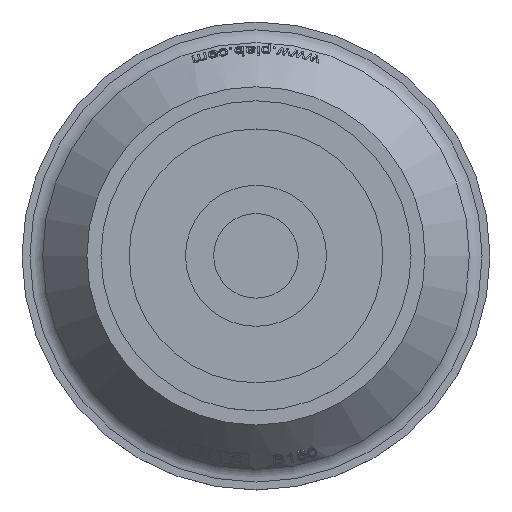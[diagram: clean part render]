
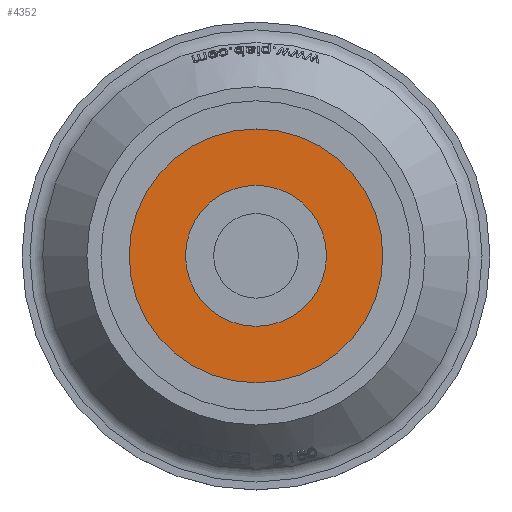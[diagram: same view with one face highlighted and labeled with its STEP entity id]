
A CAD part, top view. The second image highlights one B-rep face of the part: STEP entity #4352.
In plain terms, the highlighted planar face has unit normal (0, 0, 1).
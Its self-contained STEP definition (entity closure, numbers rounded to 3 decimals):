
#575=PLANE('',#4705);
#1223=ORIENTED_EDGE('',*,*,#2549,.T.);
#1224=ORIENTED_EDGE('',*,*,#2550,.T.);
#2549=EDGE_CURVE('',#3212,#3212,#3531,.T.);
#2550=EDGE_CURVE('',#3213,#3213,#3532,.F.);
#3212=VERTEX_POINT('',#6895);
#3213=VERTEX_POINT('',#6897);
#3531=CIRCLE('',#4706,21.);
#3532=CIRCLE('',#4707,49.);
#3625=EDGE_LOOP('',(#1223));
#3626=EDGE_LOOP('',(#1224));
#3975=FACE_BOUND('',#3625,.T.);
#3976=FACE_BOUND('',#3626,.T.);
#4352=ADVANCED_FACE('',(#3975,#3976),#575,.F.);
#4705=AXIS2_PLACEMENT_3D('',#6893,#5195,#5196);
#4706=AXIS2_PLACEMENT_3D('',#6894,#5197,#5198);
#4707=AXIS2_PLACEMENT_3D('',#6896,#5199,#5200);
#5195=DIRECTION('',(0.,0.,-1.));
#5196=DIRECTION('',(-1.,0.,0.));
#5197=DIRECTION('',(0.,0.,-1.));
#5198=DIRECTION('',(-1.,0.,0.));
#5199=DIRECTION('',(0.,0.,-1.));
#5200=DIRECTION('',(-1.,0.,0.));
#6893=CARTESIAN_POINT('',(20.,0.,64.3));
#6894=CARTESIAN_POINT('',(0.,0.,64.3));
#6895=CARTESIAN_POINT('',(-21.,0.,64.3));
#6896=CARTESIAN_POINT('',(0.,0.,64.3));
#6897=CARTESIAN_POINT('',(-49.,0.,64.3));
